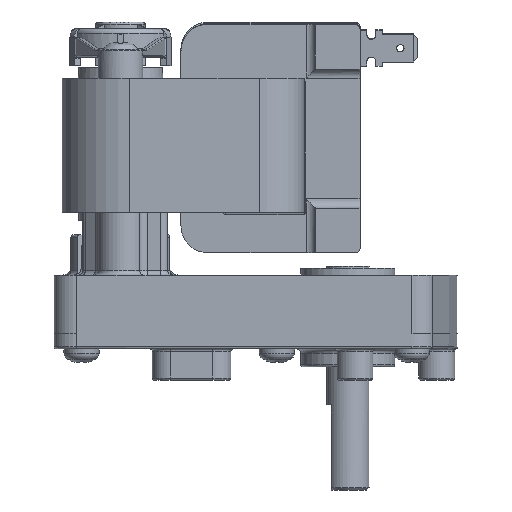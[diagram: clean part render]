
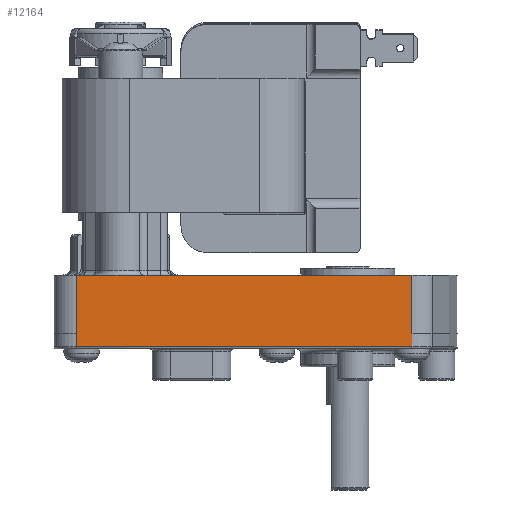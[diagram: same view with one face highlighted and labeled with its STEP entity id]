
A CAD part, left-side view. The second image highlights one B-rep face of the part: STEP entity #12164.
In plain terms, the highlighted planar face has unit normal (-1, 0, 0).
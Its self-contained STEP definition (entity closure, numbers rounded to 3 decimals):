
#11980=CARTESIAN_POINT('',(-31.75,9.8,-13.0));
#11981=VERTEX_POINT('',#11980);
#11989=CARTESIAN_POINT('',(-31.75,9.8,0.0));
#11990=VERTEX_POINT('',#11989);
#11991=CARTESIAN_POINT('',(-31.75,9.8,-13.0));
#11992=DIRECTION('',(0.0,0.0,1.0));
#11993=VECTOR('',#11992,13.0);
#11994=LINE('',#11991,#11993);
#11995=EDGE_CURVE('',#11981,#11990,#11994,.T.);
#12086=CARTESIAN_POINT('',(-31.75,14.8,0.0));
#12087=DIRECTION('',(-1.0,0.0,0.0));
#12088=DIRECTION('',(0.0,0.0,1.0));
#12089=AXIS2_PLACEMENT_3D('',#12086,#12087,#12088);
#12090=PLANE('',#12089);
#12091=CARTESIAN_POINT('',(-31.75,-65.07,0.0));
#12092=VERTEX_POINT('',#12091);
#12093=CARTESIAN_POINT('',(-31.75,-65.07,-13.0));
#12094=VERTEX_POINT('',#12093);
#12095=CARTESIAN_POINT('',(-31.75,-65.07,0.0));
#12096=DIRECTION('',(0.0,0.0,-1.0));
#12097=VECTOR('',#12096,13.0);
#12098=LINE('',#12095,#12097);
#12099=EDGE_CURVE('',#12092,#12094,#12098,.T.);
#12100=ORIENTED_EDGE('',*,*,#12099,.F.);
#12101=CARTESIAN_POINT('',(-31.75,-0.773,0.0));
#12102=VERTEX_POINT('',#12101);
#12103=CARTESIAN_POINT('',(-31.75,-65.07,0.0));
#12104=DIRECTION('',(0.0,1.0,0.0));
#12105=VECTOR('',#12104,64.297);
#12106=LINE('',#12103,#12105);
#12107=EDGE_CURVE('',#12092,#12102,#12106,.T.);
#12108=ORIENTED_EDGE('',*,*,#12107,.T.);
#12109=CARTESIAN_POINT('',(-31.75,0.773,0.0));
#12110=VERTEX_POINT('',#12109);
#12111=CARTESIAN_POINT('',(-31.75,0.773,0.));
#12112=CARTESIAN_POINT('',(-31.75,0.702,0.));
#12113=CARTESIAN_POINT('',(-31.75,0.617,0.));
#12114=CARTESIAN_POINT('',(-31.75,0.375,0.001));
#12115=CARTESIAN_POINT('',(-31.75,0.171,0.001));
#12116=CARTESIAN_POINT('',(-31.75,-0.171,0.001));
#12117=CARTESIAN_POINT('',(-31.75,-0.375,0.001));
#12118=CARTESIAN_POINT('',(-31.75,-0.617,0.));
#12119=CARTESIAN_POINT('',(-31.75,-0.702,0.));
#12120=CARTESIAN_POINT('',(-31.75,-0.773,0.));
#12121=B_SPLINE_CURVE_WITH_KNOTS('',3,(#12111,#12112,#12113,#12114,#12115,#12116,#12117,#12118,#12119,#12120),.UNSPECIFIED.,.F.,.U.,(4,2,2,2,4),(0.701,0.722,0.773,0.824,0.846),.UNSPECIFIED.);
#12122=EDGE_CURVE('',#12102,#12110,#12121,.F.);
#12123=ORIENTED_EDGE('',*,*,#12122,.T.);
#12124=CARTESIAN_POINT('',(-31.75,0.773,0.0));
#12125=DIRECTION('',(0.0,1.0,0.0));
#12126=VECTOR('',#12125,9.027);
#12127=LINE('',#12124,#12126);
#12128=EDGE_CURVE('',#12110,#11990,#12127,.T.);
#12129=ORIENTED_EDGE('',*,*,#12128,.T.);
#12130=ORIENTED_EDGE('',*,*,#11995,.F.);
#12131=CARTESIAN_POINT('',(-31.75,9.8,-16.));
#12132=VERTEX_POINT('',#12131);
#12133=CARTESIAN_POINT('',(-31.75,9.8,-13.));
#12134=DIRECTION('',(0.0,0.0,-1.0));
#12135=VECTOR('',#12134,3.);
#12136=LINE('',#12133,#12135);
#12137=EDGE_CURVE('',#11981,#12132,#12136,.T.);
#12138=ORIENTED_EDGE('',*,*,#12137,.T.);
#12139=CARTESIAN_POINT('',(-31.75,-65.07,-16.));
#12140=VERTEX_POINT('',#12139);
#12141=CARTESIAN_POINT('',(-31.75,-65.07,-16.));
#12142=DIRECTION('',(0.0,1.0,0.0));
#12143=VECTOR('',#12142,74.87);
#12144=LINE('',#12141,#12143);
#12145=EDGE_CURVE('',#12140,#12132,#12144,.T.);
#12146=ORIENTED_EDGE('',*,*,#12145,.F.);
#12147=CARTESIAN_POINT('',(-31.75,-65.07,-13.));
#12148=VERTEX_POINT('',#12147);
#12149=CARTESIAN_POINT('',(-31.75,-65.07,-13.));
#12150=DIRECTION('',(0.0,0.0,-1.0));
#12151=VECTOR('',#12150,3.);
#12152=LINE('',#12149,#12151);
#12153=EDGE_CURVE('',#12148,#12140,#12152,.T.);
#12154=ORIENTED_EDGE('',*,*,#12153,.F.);
#12155=CARTESIAN_POINT('',(-26.75,-65.07,-13.0));
#12156=DIRECTION('',(0.0,0.0,1.0));
#12157=DIRECTION('',(-0.832,-0.555,0.0));
#12158=AXIS2_PLACEMENT_3D('',#12155,#12156,#12157);
#12159=CIRCLE('',#12158,5.0);
#12160=EDGE_CURVE('',#12094,#12148,#12159,.T.);
#12161=ORIENTED_EDGE('',*,*,#12160,.F.);
#12162=EDGE_LOOP('',(#12100,#12108,#12123,#12129,#12130,#12138,#12146,#12154,#12161));
#12163=FACE_OUTER_BOUND('',#12162,.T.);
#12164=ADVANCED_FACE('',(#12163),#12090,.T.);
